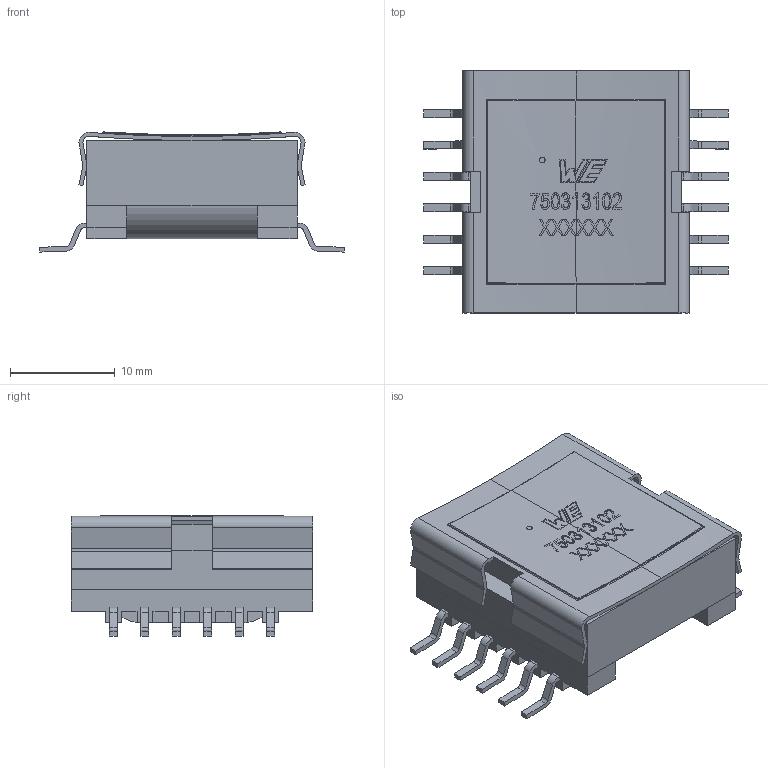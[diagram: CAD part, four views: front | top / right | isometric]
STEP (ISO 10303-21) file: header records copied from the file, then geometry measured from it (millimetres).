
FILE_DESCRIPTION (( 'STEP AP214' ), '1' );
FILE_NAME ('User Library-750313102.STEP', '2019-08-06T16:42:35', ( '' ), ( '' ), 'SwSTEP 2.0', 'SolidWorks 2019', '' );
FILE_SCHEMA (( 'AUTOMOTIVE_DESIGN' ));
Length unit declared in the file: inch
Products named in the file (1): User Library-750313102
Bounding box: 29.08 x 23.11 x 11.48 mm (x, y, z)
Volume: 4044 mm3; surface area: 4902.2 mm2
Topology: 7 solids, 7 shells, 596 faces, 1639 edges, 1082 vertices
Faces by surface type: plane 294, bspline 185, cylinder 107, torus 6, sphere 4
Entity records: 34899 total; most frequent: CARTESIAN_POINT 13377, ORIENTED_EDGE 3270, DIRECTION 2148, EDGE_CURVE 1635, VERTEX_POINT 1082, LINE 716, VECTOR 716, AXIS2_PLACEMENT_3D 716
